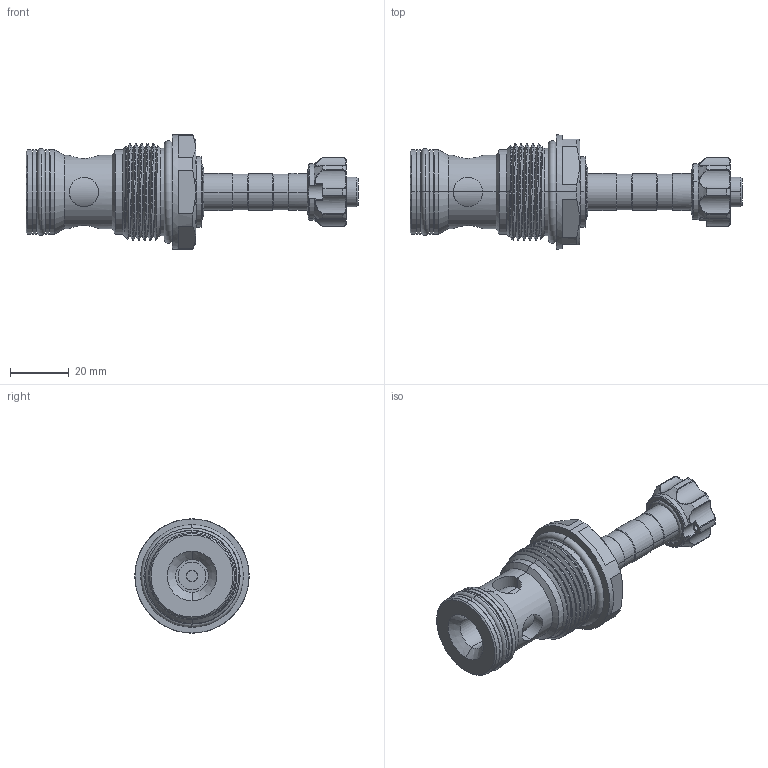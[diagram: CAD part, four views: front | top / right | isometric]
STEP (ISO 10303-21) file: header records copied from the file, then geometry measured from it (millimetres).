
FILE_DESCRIPTION (( 'STEP AP203' ), '1' );
FILE_NAME ('EP33MC2A01M05.STEP', '2020-03-30T06:46:50', ( '' ), ( '' ), 'SwSTEP 2.0', 'SolidWorks 2018', '' );
FILE_SCHEMA (( 'CONFIG_CONTROL_DESIGN' ));
Length unit declared in the file: millimetre
Products named in the file (1): EP33MC2A01M05
Bounding box: 113.4 x 39 x 39 mm (x, y, z)
Volume: 48251.8 mm3; surface area: 16030.8 mm2
Topology: 4 solids, 4 shells, 286 faces, 679 edges, 413 vertices
Faces by surface type: cylinder 121, bspline 47, cone 44, torus 37, plane 35, sphere 2
Entity records: 17901 total; most frequent: CARTESIAN_POINT 11637, ORIENTED_EDGE 1354, DIRECTION 1244, EDGE_CURVE 677, AXIS2_PLACEMENT_3D 533, VERTEX_POINT 413, EDGE_LOOP 308, CIRCLE 293
